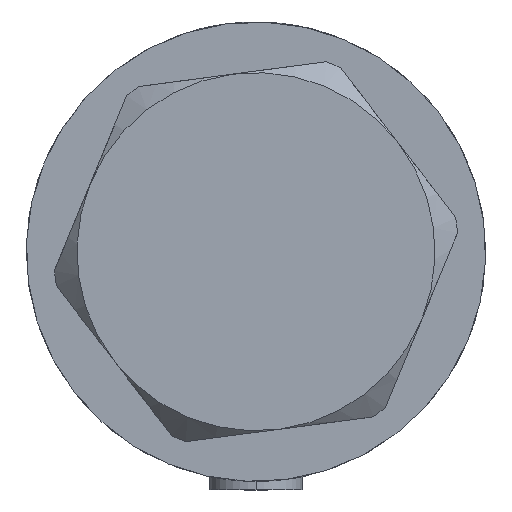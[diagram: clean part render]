
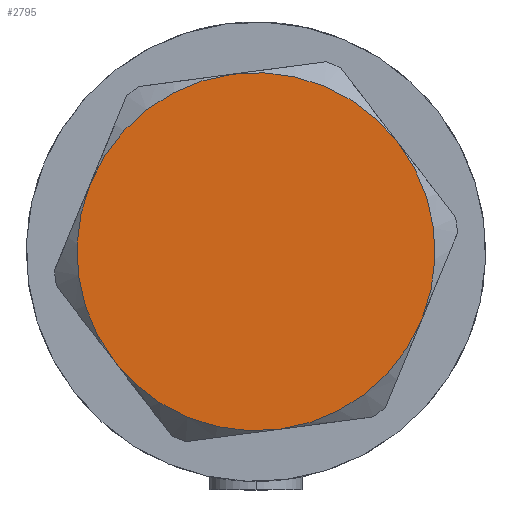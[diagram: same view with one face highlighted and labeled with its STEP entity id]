
A CAD part, left-side view. The second image highlights one B-rep face of the part: STEP entity #2795.
In plain terms, the highlighted face is planar.
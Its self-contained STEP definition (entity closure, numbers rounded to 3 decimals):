
#24 = CIRCLE ( 'NONE', #1022, 23. ) ;
#47 = PLANE ( 'NONE',  #1642 ) ;
#91 = CARTESIAN_POINT ( 'NONE',  ( 0., 0., 13. ) ) ;
#177 = AXIS2_PLACEMENT_3D ( 'NONE', #3150, #274, #1695 ) ;
#272 = CARTESIAN_POINT ( 'NONE',  ( 11.5, -19.919, 13. ) ) ;
#274 = DIRECTION ( 'NONE',  ( 0., 0., 1. ) ) ;
#425 = DIRECTION ( 'NONE',  ( 0., 0., 1. ) ) ;
#572 = CIRCLE ( 'NONE', #811, 23. ) ;
#641 = VERTEX_POINT ( 'NONE', #3669 ) ;
#774 = FACE_OUTER_BOUND ( 'NONE', #2900, .T. ) ;
#811 = AXIS2_PLACEMENT_3D ( 'NONE', #3011, #4142, #4536 ) ;
#822 = DIRECTION ( 'NONE',  ( 1., 0., 0. ) ) ;
#1022 = AXIS2_PLACEMENT_3D ( 'NONE', #1869, #1512, #2612 ) ;
#1031 = AXIS2_PLACEMENT_3D ( 'NONE', #4467, #1569, #822 ) ;
#1503 = DIRECTION ( 'NONE',  ( 0., 0., 1. ) ) ;
#1512 = DIRECTION ( 'NONE',  ( 0., 0., 1. ) ) ;
#1522 = CARTESIAN_POINT ( 'NONE',  ( -11.5, 19.919, 13. ) ) ;
#1569 = DIRECTION ( 'NONE',  ( 0., 0., 1. ) ) ;
#1642 = AXIS2_PLACEMENT_3D ( 'NONE', #91, #1503, #4517 ) ;
#1695 = DIRECTION ( 'NONE',  ( 1., 0., 0. ) ) ;
#1801 = VERTEX_POINT ( 'NONE', #272 ) ;
#1816 = DIRECTION ( 'NONE',  ( 0., 0., 1. ) ) ;
#1869 = CARTESIAN_POINT ( 'NONE',  ( 0., 0., 13. ) ) ;
#1870 = AXIS2_PLACEMENT_3D ( 'NONE', #3729, #425, #4213 ) ;
#2013 = CARTESIAN_POINT ( 'NONE',  ( 23., 0., 13. ) ) ;
#2100 = ORIENTED_EDGE ( 'NONE', *, *, #4638, .T. ) ;
#2110 = AXIS2_PLACEMENT_3D ( 'NONE', #2583, #1816, #4786 ) ;
#2240 = ORIENTED_EDGE ( 'NONE', *, *, #4398, .T. ) ;
#2247 = CIRCLE ( 'NONE', #1870, 23. ) ;
#2254 = CIRCLE ( 'NONE', #177, 23. ) ;
#2427 = ORIENTED_EDGE ( 'NONE', *, *, #2998, .T. ) ;
#2583 = CARTESIAN_POINT ( 'NONE',  ( 0., 0., 13. ) ) ;
#2612 = DIRECTION ( 'NONE',  ( 1., 0., 0. ) ) ;
#2795 = ADVANCED_FACE ( 'NONE', ( #774 ), #47, .T. ) ;
#2900 = EDGE_LOOP ( 'NONE', ( #2240, #3621, #2100, #2427, #4349, #4663 ) ) ;
#2998 = EDGE_CURVE ( 'NONE', #4604, #641, #2247, .T. ) ;
#3005 = VERTEX_POINT ( 'NONE', #2013 ) ;
#3011 = CARTESIAN_POINT ( 'NONE',  ( 0., 0., 13. ) ) ;
#3150 = CARTESIAN_POINT ( 'NONE',  ( 0., 0., 13. ) ) ;
#3186 = VERTEX_POINT ( 'NONE', #3826 ) ;
#3251 = VERTEX_POINT ( 'NONE', #3373 ) ;
#3345 = CIRCLE ( 'NONE', #1031, 23. ) ;
#3373 = CARTESIAN_POINT ( 'NONE',  ( 11.5, 19.919, 13. ) ) ;
#3621 = ORIENTED_EDGE ( 'NONE', *, *, #3835, .T. ) ;
#3669 = CARTESIAN_POINT ( 'NONE',  ( -23., 0., 13. ) ) ;
#3729 = CARTESIAN_POINT ( 'NONE',  ( 0., 0., 13. ) ) ;
#3826 = CARTESIAN_POINT ( 'NONE',  ( -11.5, -19.919, 13. ) ) ;
#3835 = EDGE_CURVE ( 'NONE', #3005, #3251, #24, .T. ) ;
#4062 = EDGE_CURVE ( 'NONE', #3186, #1801, #2254, .T. ) ;
#4142 = DIRECTION ( 'NONE',  ( 0., 0., 1. ) ) ;
#4184 = CIRCLE ( 'NONE', #2110, 23. ) ;
#4213 = DIRECTION ( 'NONE',  ( 1., 0., 0. ) ) ;
#4349 = ORIENTED_EDGE ( 'NONE', *, *, #4670, .T. ) ;
#4398 = EDGE_CURVE ( 'NONE', #1801, #3005, #4184, .T. ) ;
#4467 = CARTESIAN_POINT ( 'NONE',  ( 0., 0., 13. ) ) ;
#4517 = DIRECTION ( 'NONE',  ( 1., 0., 0. ) ) ;
#4536 = DIRECTION ( 'NONE',  ( 1., 0., 0. ) ) ;
#4604 = VERTEX_POINT ( 'NONE', #1522 ) ;
#4638 = EDGE_CURVE ( 'NONE', #3251, #4604, #3345, .T. ) ;
#4663 = ORIENTED_EDGE ( 'NONE', *, *, #4062, .T. ) ;
#4670 = EDGE_CURVE ( 'NONE', #641, #3186, #572, .T. ) ;
#4786 = DIRECTION ( 'NONE',  ( 1., 0., 0. ) ) ;
